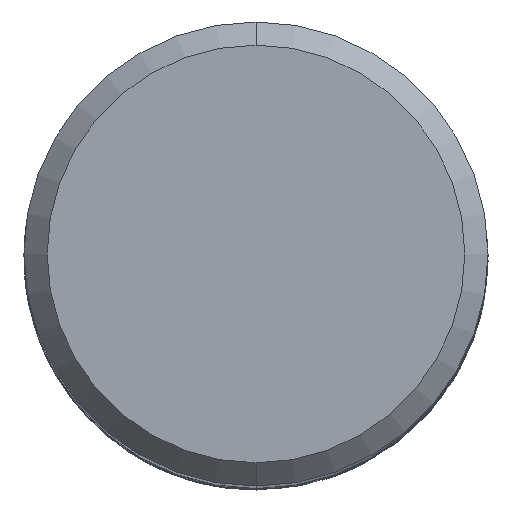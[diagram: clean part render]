
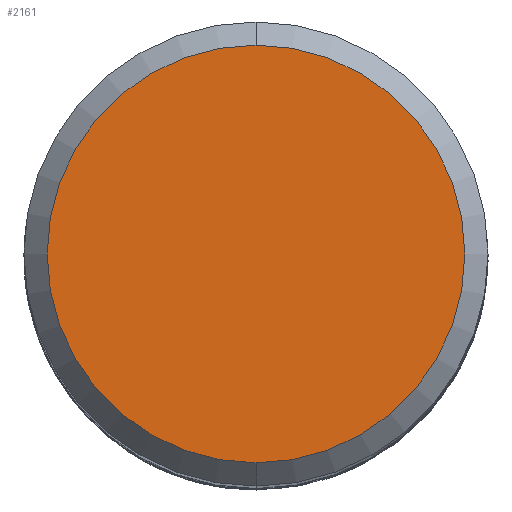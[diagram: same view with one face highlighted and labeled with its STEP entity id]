
A CAD part, top view. The second image highlights one B-rep face of the part: STEP entity #2161.
In plain terms, the highlighted planar face has unit normal (0, 0, 1).
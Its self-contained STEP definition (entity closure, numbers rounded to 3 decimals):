
#2025=VERTEX_POINT('',#4577);
#2161=ADVANCED_FACE('',(#4724),#4725,.T.);
#2427=EDGE_CURVE('',#2025,#3461,#5015,.T.);
#2659=EDGE_CURVE('',#3461,#2025,#5265,.T.);
#3461=VERTEX_POINT('',#6142);
#4577=CARTESIAN_POINT('',(0.,-9.0,0.0));
#4724=FACE_OUTER_BOUND('',#15580,.T.);
#4725=PLANE('',#15581);
#5015=CIRCLE('',#18248,9.0);
#5265=CIRCLE('',#20916,9.0);
#6142=CARTESIAN_POINT('',(0.0,9.0,0.0));
#15580=EDGE_LOOP('',(#32793,#32794));
#15581=AXIS2_PLACEMENT_3D('',#32795,#32796,#32797);
#18248=AXIS2_PLACEMENT_3D('',#33153,#33154,#33155);
#20916=AXIS2_PLACEMENT_3D('',#33377,#33378,#33379);
#32793=ORIENTED_EDGE('',*,*,#2659,.F.);
#32794=ORIENTED_EDGE('',*,*,#2427,.F.);
#32795=CARTESIAN_POINT('',(0.0,4.5,0.0));
#32796=DIRECTION('',(-0.0,0.0,1.0));
#32797=DIRECTION('',(0.0,-1.0,0.0));
#33153=CARTESIAN_POINT('',(0.0,0.0,0.0));
#33154=DIRECTION('',(0.0,0.0,-1.0));
#33155=DIRECTION('',(0.0,1.0,0.0));
#33377=CARTESIAN_POINT('',(0.0,0.0,0.0));
#33378=DIRECTION('',(0.0,0.0,-1.0));
#33379=DIRECTION('',(0.0,1.0,0.0));
